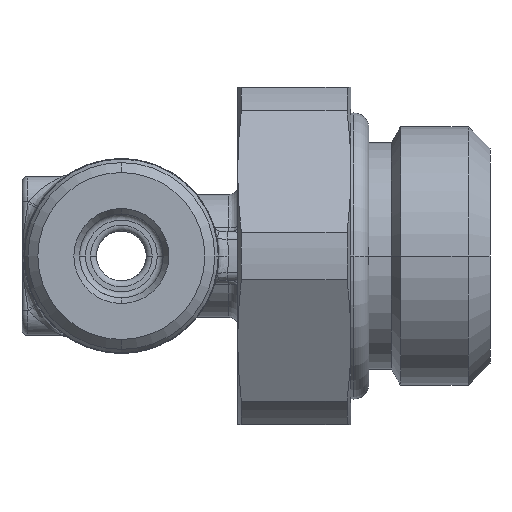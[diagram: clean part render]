
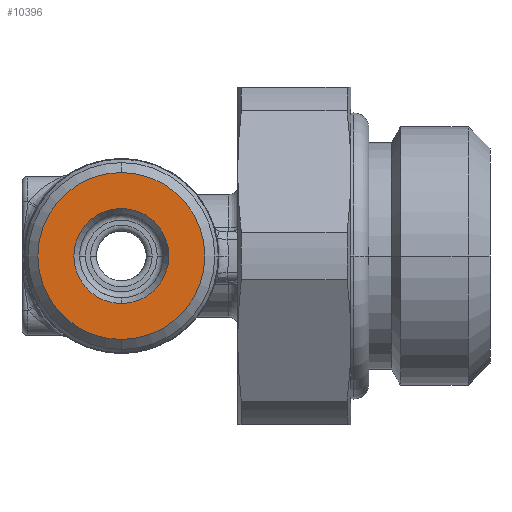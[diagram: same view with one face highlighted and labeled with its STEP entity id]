
A CAD part, left-side view. The second image highlights one B-rep face of the part: STEP entity #10396.
In plain terms, the highlighted planar face has unit normal (-1, 0, 0).
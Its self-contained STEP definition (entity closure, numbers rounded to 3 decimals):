
#3351=CARTESIAN_POINT('',(-17.25,0.,0.));
#3352=DIRECTION('',(-1.,0.,0.));
#3353=DIRECTION('',(0.,0.,-1.));
#3354=AXIS2_PLACEMENT_3D('',#3351,#3352,#3353);
#3364=CARTESIAN_POINT('',(-17.25,0.,0.));
#3365=DIRECTION('',(1.,0.,0.));
#3366=DIRECTION('',(0.,0.,-1.));
#3367=AXIS2_PLACEMENT_3D('',#3364,#3365,#3366);
#3369=CARTESIAN_POINT('',(-17.25,0.,0.));
#3370=DIRECTION('',(1.,0.,0.));
#3371=DIRECTION('',(0.,0.,-1.));
#3372=AXIS2_PLACEMENT_3D('',#3369,#3370,#3371);
#3374=CARTESIAN_POINT('',(-17.25,0.,0.));
#3375=DIRECTION('',(-1.,0.,0.));
#3376=DIRECTION('',(0.,0.,-1.));
#3377=AXIS2_PLACEMENT_3D('',#3374,#3375,#3376);
#4444=CARTESIAN_POINT('',(-17.25,0.,-2.389));
#4446=VERTEX_POINT('',#4444);
#4447=CARTESIAN_POINT('',(-17.25,0.,-4.2));
#4449=VERTEX_POINT('',#4447);
#4454=CARTESIAN_POINT('',(-17.25,0.,2.389));
#4456=VERTEX_POINT('',#4454);
#4457=CARTESIAN_POINT('',(-17.25,0.,4.2));
#4459=VERTEX_POINT('',#4457);
#10381=CARTESIAN_POINT('',(-17.25,0.,0.));
#10382=DIRECTION('',(-1.,0.,0.));
#10383=DIRECTION('',(0.,0.,1.));
#10384=AXIS2_PLACEMENT_3D('',#10381,#10382,#10383);
#10385=PLANE('',#10384);
#10386=ORIENTED_EDGE('',*,*,#10360,.F.);
#10387=ORIENTED_EDGE('',*,*,#10376,.T.);
#10388=EDGE_LOOP('',(#10386,#10387));
#10389=FACE_OUTER_BOUND('',#10388,.F.);
#10391=ORIENTED_EDGE('',*,*,#10390,.F.);
#10393=ORIENTED_EDGE('',*,*,#10392,.T.);
#10394=EDGE_LOOP('',(#10391,#10393));
#10395=FACE_BOUND('',#10394,.F.);
#10396=ADVANCED_FACE('',(#10389,#10395),#10385,.T.);
#3355=CIRCLE('',#3354,4.2);
#3368=CIRCLE('',#3367,4.2);
#3373=CIRCLE('',#3372,2.389);
#3378=CIRCLE('',#3377,2.389);
#10360=EDGE_CURVE('',#4449,#4459,#3355,.T.);
#10376=EDGE_CURVE('',#4449,#4459,#3368,.T.);
#10390=EDGE_CURVE('',#4446,#4456,#3373,.T.);
#10392=EDGE_CURVE('',#4446,#4456,#3378,.T.);
